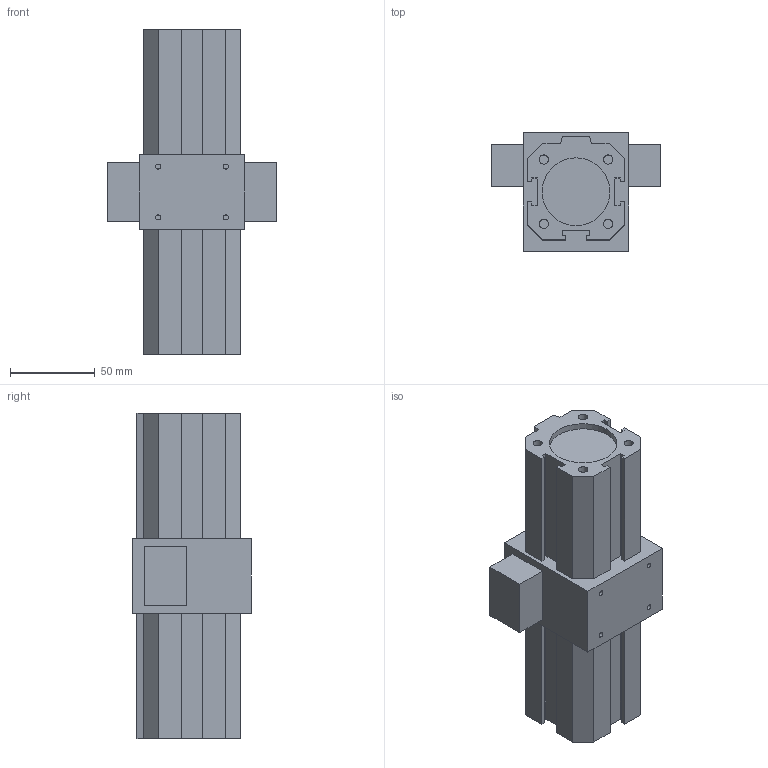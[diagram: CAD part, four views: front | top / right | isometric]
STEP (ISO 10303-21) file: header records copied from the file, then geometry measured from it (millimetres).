
FILE_DESCRIPTION((''),'2;1');
FILE_NAME('1740_50N.stp','2006-01-17T11:36:05',('rivolro1'),(''),'Autodesk Inventor 10','Autodesk Inventor 10','');
FILE_SCHEMA(('AUTOMOTIVE_DESIGN { 1 0 10303 214 1 1 1 1 }'));
Length unit declared in the file: millimetre
Products named in the file (1): 1740_50N
Bounding box: 100 x 70 x 192 mm (x, y, z)
Volume: 630114.8 mm3; surface area: 78025.3 mm2
Topology: 1 solids, 1 shells, 134 faces, 323 edges, 214 vertices
Faces by surface type: plane 95, bspline 29, cylinder 10
Full cylindrical faces by diameter (mm): 5.5 x8, 40 x2
Entity records: 3934 total; most frequent: CARTESIAN_POINT 940, ORIENTED_EDGE 592, DIRECTION 552, EDGE_CURVE 296, VECTOR 252, LINE 252, VERTEX_POINT 212, EDGE_LOOP 182
